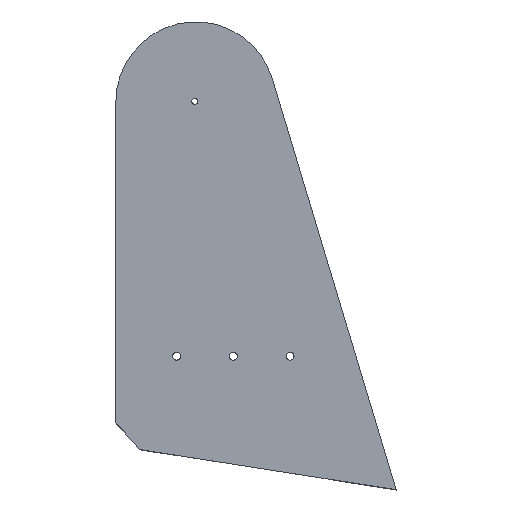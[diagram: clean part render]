
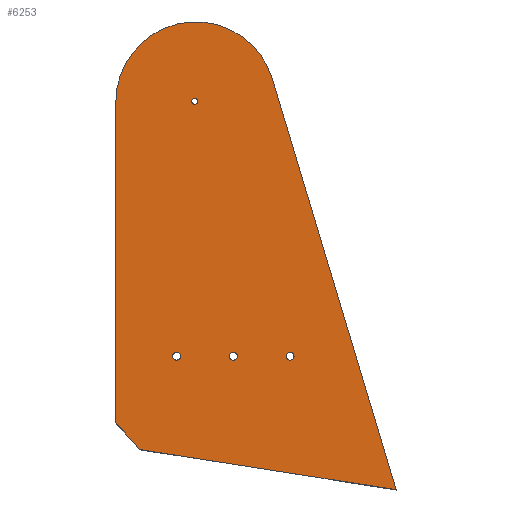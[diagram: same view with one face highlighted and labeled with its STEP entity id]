
A CAD part, top view. The second image highlights one B-rep face of the part: STEP entity #6253.
In plain terms, the highlighted planar face has unit normal (0, 0, 1).
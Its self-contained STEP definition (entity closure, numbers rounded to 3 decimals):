
#230=CIRCLE('',#6304,1.5);
#231=CIRCLE('',#6420,1.5);
#232=CIRCLE('',#6422,1.15);
#238=CIRCLE('',#6444,30.2);
#239=CIRCLE('',#6447,1.5);
#626=FACE_BOUND('',#1311,.T.);
#627=FACE_BOUND('',#1312,.T.);
#628=FACE_BOUND('',#1313,.T.);
#629=FACE_BOUND('',#1314,.T.);
#956=FACE_OUTER_BOUND('',#1310,.T.);
#1310=EDGE_LOOP('',(#5780,#5781,#5782,#5783,#5784));
#1311=EDGE_LOOP('',(#5785));
#1312=EDGE_LOOP('',(#5786));
#1313=EDGE_LOOP('',(#5787));
#1314=EDGE_LOOP('',(#5788));
#1833=LINE('',#12173,#2372);
#1850=LINE('',#12213,#2389);
#1853=LINE('',#12220,#2392);
#1854=LINE('',#12222,#2393);
#2372=VECTOR('',#7292,10.);
#2389=VECTOR('',#7331,10.);
#2392=VECTOR('',#7340,10.);
#2393=VECTOR('',#7343,10.);
#2665=VERTEX_POINT('',#8475);
#2982=VERTEX_POINT('',#12137);
#2983=VERTEX_POINT('',#12141);
#2991=VERTEX_POINT('',#12170);
#2992=VERTEX_POINT('',#12172);
#3003=VERTEX_POINT('',#12210);
#3004=VERTEX_POINT('',#12212);
#3005=VERTEX_POINT('',#12216);
#3006=VERTEX_POINT('',#12223);
#3287=EDGE_CURVE('',#2665,#2665,#230,.T.);
#3892=EDGE_CURVE('',#2982,#2982,#231,.T.);
#3894=EDGE_CURVE('',#2983,#2983,#232,.T.);
#3909=EDGE_CURVE('',#2991,#2992,#1833,.T.);
#3929=EDGE_CURVE('',#3004,#3003,#1850,.T.);
#3931=EDGE_CURVE('',#3005,#3004,#238,.T.);
#3933=EDGE_CURVE('',#2991,#3005,#1853,.T.);
#3934=EDGE_CURVE('',#2992,#3003,#1854,.T.);
#3935=EDGE_CURVE('',#3006,#3006,#239,.T.);
#5780=ORIENTED_EDGE('',*,*,#3934,.F.);
#5781=ORIENTED_EDGE('',*,*,#3909,.F.);
#5782=ORIENTED_EDGE('',*,*,#3933,.T.);
#5783=ORIENTED_EDGE('',*,*,#3931,.T.);
#5784=ORIENTED_EDGE('',*,*,#3929,.T.);
#5785=ORIENTED_EDGE('',*,*,#3287,.F.);
#5786=ORIENTED_EDGE('',*,*,#3935,.F.);
#5787=ORIENTED_EDGE('',*,*,#3892,.T.);
#5788=ORIENTED_EDGE('',*,*,#3894,.T.);
#5927=PLANE('',#6446);
#6253=ADVANCED_FACE('',(#956,#626,#627,#628,#629),#5927,.T.);
#6304=AXIS2_PLACEMENT_3D('',#8476,#6637,#6638);
#6420=AXIS2_PLACEMENT_3D('',#12138,#7255,#7256);
#6422=AXIS2_PLACEMENT_3D('',#12142,#7260,#7261);
#6444=AXIS2_PLACEMENT_3D('',#12217,#7335,#7336);
#6446=AXIS2_PLACEMENT_3D('',#12221,#7341,#7342);
#6447=AXIS2_PLACEMENT_3D('',#12224,#7344,#7345);
#6637=DIRECTION('center_axis',(0.,0.,1.));
#6638=DIRECTION('ref_axis',(-1.,0.,0.));
#7255=DIRECTION('center_axis',(0.,0.,-1.));
#7256=DIRECTION('ref_axis',(0.,1.,0.));
#7260=DIRECTION('center_axis',(0.,0.,-1.));
#7261=DIRECTION('ref_axis',(1.,0.,0.));
#7292=DIRECTION('',(-0.988,0.155,0.));
#7331=DIRECTION('',(0.,-1.,0.));
#7335=DIRECTION('center_axis',(0.,0.,1.));
#7336=DIRECTION('ref_axis',(0.957,0.289,0.));
#7340=DIRECTION('',(-0.289,0.957,0.));
#7341=DIRECTION('center_axis',(0.,0.,1.));
#7342=DIRECTION('ref_axis',(1.,0.,0.));
#7343=DIRECTION('',(-0.664,0.748,0.));
#7344=DIRECTION('center_axis',(0.,0.,1.));
#7345=DIRECTION('ref_axis',(-1.,0.,0.));
#8475=CARTESIAN_POINT('',(37.15,173.8,69.8));
#8476=CARTESIAN_POINT('Origin',(35.65,173.8,69.8));
#12137=CARTESIAN_POINT('',(57.1,172.3,69.8));
#12138=CARTESIAN_POINT('Origin',(57.1,173.8,69.8));
#12141=CARTESIAN_POINT('',(41.398,270.144,69.8));
#12142=CARTESIAN_POINT('Origin',(42.548,270.144,69.8));
#12170=CARTESIAN_POINT('',(118.655,123.321,69.8));
#12172=CARTESIAN_POINT('',(21.7,138.51,69.8));
#12173=CARTESIAN_POINT('',(15.869,139.424,69.8));
#12210=CARTESIAN_POINT('',(12.7,148.659,69.8));
#12212=CARTESIAN_POINT('',(12.7,269.9,69.8));
#12213=CARTESIAN_POINT('',(12.7,148.659,69.8));
#12216=CARTESIAN_POINT('',(71.815,278.716,69.8));
#12217=CARTESIAN_POINT('Origin',(42.9,270.,69.8));
#12220=CARTESIAN_POINT('',(143.159,42.025,69.8));
#12221=CARTESIAN_POINT('Origin',(0.,76.259,69.8));
#12222=CARTESIAN_POINT('',(17.851,142.851,69.8));
#12223=CARTESIAN_POINT('',(80.05,173.8,69.8));
#12224=CARTESIAN_POINT('Origin',(78.55,173.8,69.8));
